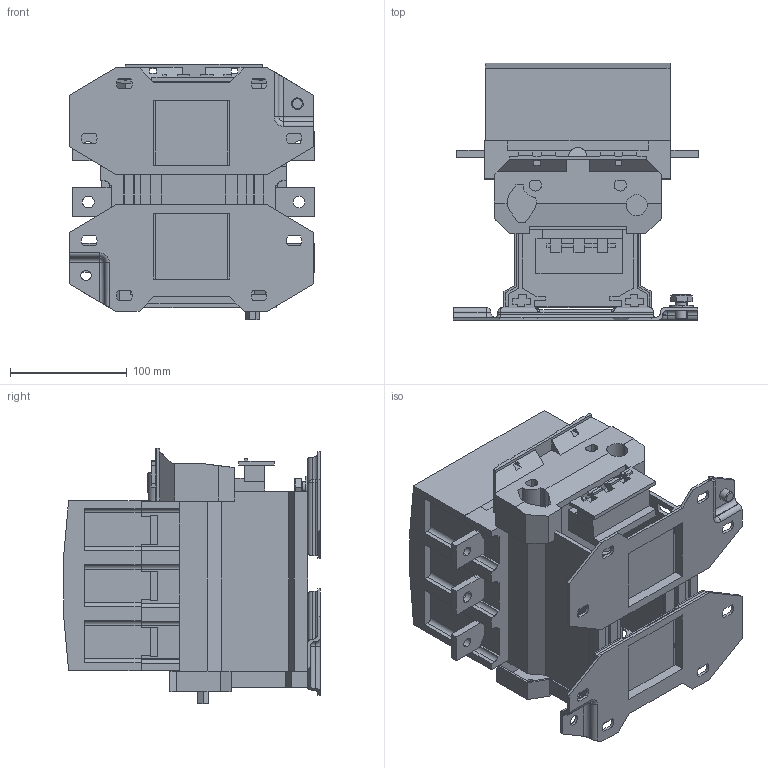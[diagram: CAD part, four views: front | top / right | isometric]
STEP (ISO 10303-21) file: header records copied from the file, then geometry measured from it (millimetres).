
FILE_DESCRIPTION (( 'STEP AP203' ), '1' );
FILE_NAME ('ﾏﾌﾋ8100.STEP', '2013-11-27T08:44:47', ( 'admin' ), ( '' ), 'SwSTEP 2.0', 'SolidWorks 2007', '' );
FILE_SCHEMA (( 'CONFIG_CONTROL_DESIGN' ));
Length unit declared in the file: millimetre
Products named in the file (13): Ïîäñòàâêà_Ïî óìîë÷àíèþ; ñåðäöåâèíà_Ïî óìîë÷àíèþ; Øàéáà 10_Ïî óìîë÷àíèþ; Áîëò Ì10õ20_Ïî óìîë÷àíèþ; ﾏﾌﾋ8100; Îñíîâà_Ïî óìîë÷àíèþ; Ïåðåä_Ïî óìîë÷àíèþ; ïåðåä íèç_Ïî óìîë÷àíèþ; Çàäíÿÿ êðû_Ïî óìîë÷àíèþ; Êðûøêà_Ïî óìîë÷àíèþ; Êë_Ïî óìîë÷àíèþ; Ë ï Êë_Ïî óìîë÷àíèþ; øåñòèãðàíêà_Ïî óìîë÷àíèþ
Assembly tree (17 placements, depth 2):
  ﾏﾌﾋ8100
    Çàäíÿÿ êðû_Ïî óìîë÷àíèþ
    øåñòèãðàíêà_Ïî óìîë÷àíèþ
    ñåðäöåâèíà_Ïî óìîë÷àíèþ
    Áîëò Ì10õ20_Ïî óìîë÷àíèþ
    Ë ï Êë_Ïî óìîë÷àíèþ  x4
    Êðûøêà_Ïî óìîë÷àíèþ
    Ïîäñòàâêà_Ïî óìîë÷àíèþ  x2
    Îñíîâà_Ïî óìîë÷àíèþ
    Ïåðåä_Ïî óìîë÷àíèþ
    Øàéáà 10_Ïî óìîë÷àíèþ
    Êë_Ïî óìîë÷àíèþ  x2
    ïåðåä íèç_Ïî óìîë÷àíèþ
Bounding box: 209.6 x 219.75 x 218.23 mm (x, y, z)
Volume: 3129258.7 mm3; surface area: 514463.6 mm2
Topology: 17 solids, 17 shells, 860 faces, 2310 edges, 1488 vertices
Faces by surface type: plane 649, cylinder 173, bspline 14, torus 12, sphere 8, cone 4
Entity records: 23463 total; most frequent: CARTESIAN_POINT 4309, ORIENTED_EDGE 3768, DIRECTION 3491, EDGE_CURVE 1884, VECTOR 1597, LINE 1597, VERTEX_POINT 1227, AXIS2_PLACEMENT_3D 947
